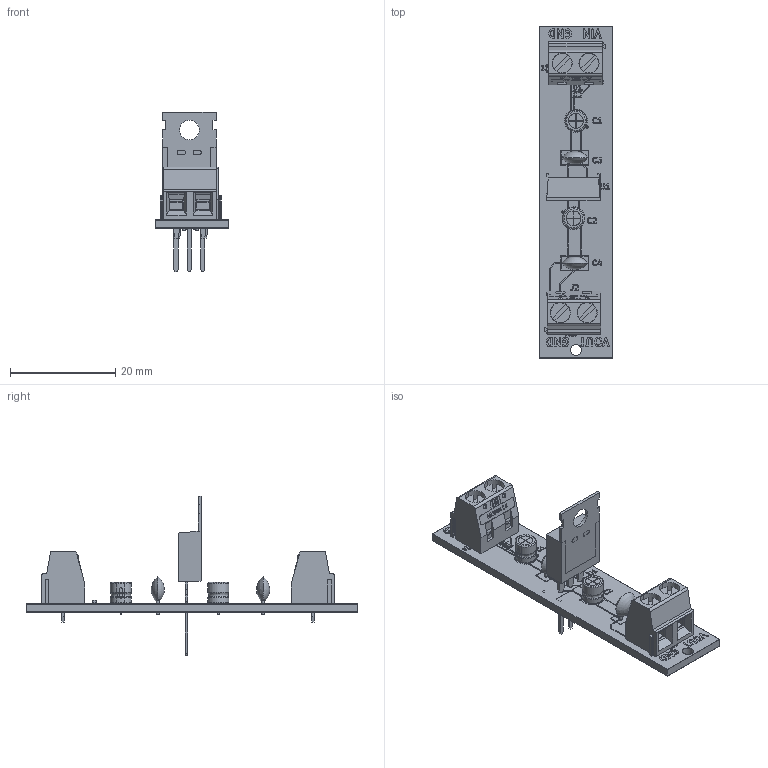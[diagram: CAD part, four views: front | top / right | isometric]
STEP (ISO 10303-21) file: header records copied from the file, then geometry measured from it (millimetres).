
FILE_DESCRIPTION(('KiCad electronic assembly'),'2;1');
FILE_NAME('5v Regulator.step','2025-04-10T21:31:43',('Pcbnew'),('Kicad') ,'Open CASCADE STEP processor 7.8','KiCad to STEP converter','Unknown' );
FILE_SCHEMA(('AUTOMOTIVE_DESIGN { 1 0 10303 214 1 1 1 1 }'));
Length unit declared in the file: millimetre
Products named in the file (17): 5v Regulator 1; C_Disc_D5.0mm_W2.5mm_P2.50mm; LM7805CT; 1729128; SOLID; D_SOD-523; CP_Radial_D4.0mm_P2.00mm; 5v Regulator_copper; 5v Regulator_silkscreen; 5v Regulator_soldermask; 5v Regulator_PCB
Assembly tree (19 placements, depth 3):
  5v Regulator 1
    C_Disc_D5.0mm_W2.5mm_P2.50mm  x2
    LM7805CT
    1729128  x2
      SOLID
      SOLID
      SOLID
      SOLID
      SOLID
      SOLID
      SOLID
    D_SOD-523
    CP_Radial_D4.0mm_P2.00mm  x2
    5v Regulator_copper
    5v Regulator_silkscreen
    5v Regulator_soldermask
    5v Regulator_PCB
Bounding box: 14 x 63 x 30.34 mm (x, y, z)
Volume: 2949.7 mm3; surface area: 7833.7 mm2
Topology: 38 solids, 219 shells, 1676 faces, 7759 edges, 6377 vertices
Faces by surface type: plane 1399, cylinder 209, bspline 26, sphere 16, revolution 12, extrusion 10, torus 4
Full cylindrical faces by diameter (mm): 0.3 x4, 0.5 x4, 0.6 x4, 0.8 x4, 1 x3, 1.3 x4, 2.1 x1
Entity records: 64476 total; most frequent: CARTESIAN_POINT 13896, DIRECTION 9335, ORIENTED_EDGE 8611, EDGE_CURVE 6161, VERTEX_POINT 5327, VECTOR 5063, LINE 5058, AXIS2_PLACEMENT_3D 2133
